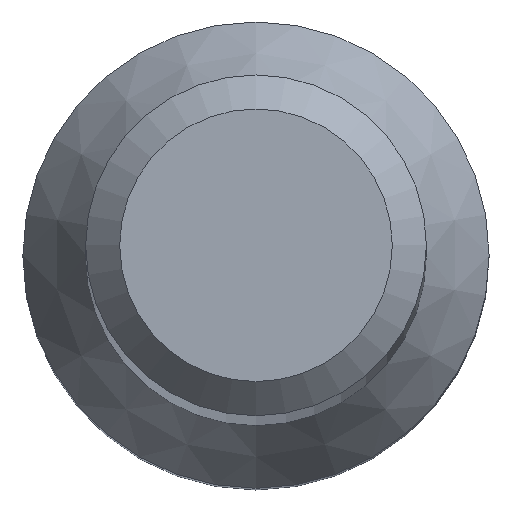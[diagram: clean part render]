
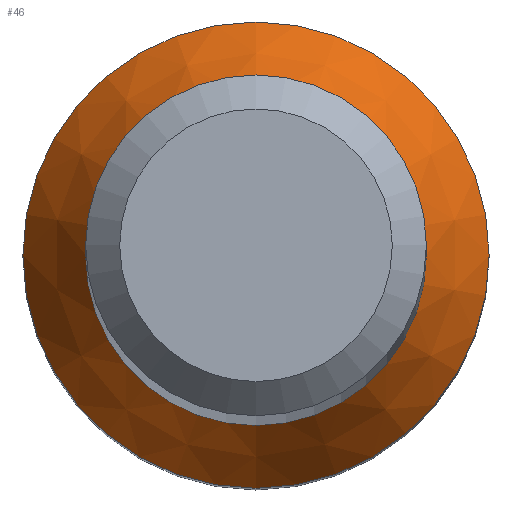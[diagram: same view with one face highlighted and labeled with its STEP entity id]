
A CAD part, top view. The second image highlights one B-rep face of the part: STEP entity #46.
In plain terms, the highlighted conical face has half-angle 30 degrees and reference radius 4.105 mm.
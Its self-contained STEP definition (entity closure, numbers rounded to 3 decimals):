
#14 = CARTESIAN_POINT ( 'NONE',  ( 0., 4.105, 17.81 ) ) ;
#25 = AXIS2_PLACEMENT_3D ( 'NONE', #209, #119, #66 ) ;
#27 = CARTESIAN_POINT ( 'NONE',  ( 0., 0., 17.81 ) ) ;
#40 = EDGE_CURVE ( 'NONE', #105, #105, #205, .T. ) ;
#46 = ADVANCED_FACE ( 'NONE', ( #211, #97 ), #216, .T. ) ;
#66 = DIRECTION ( 'NONE',  ( 0., 1., 0. ) ) ;
#67 = EDGE_LOOP ( 'NONE', ( #158 ) ) ;
#88 = EDGE_LOOP ( 'NONE', ( #99 ) ) ;
#90 = CARTESIAN_POINT ( 'NONE',  ( 0., 3., 19.724 ) ) ;
#97 = FACE_OUTER_BOUND ( 'NONE', #67, .T. ) ;
#98 = AXIS2_PLACEMENT_3D ( 'NONE', #27, #137, #214 ) ;
#99 = ORIENTED_EDGE ( 'NONE', *, *, #40, .T. ) ;
#105 = VERTEX_POINT ( 'NONE', #90 ) ;
#119 = DIRECTION ( 'NONE',  ( 0., 0., -1. ) ) ;
#121 = DIRECTION ( 'NONE',  ( 0., 0., -1. ) ) ;
#125 = EDGE_CURVE ( 'NONE', #147, #147, #199, .T. ) ;
#137 = DIRECTION ( 'NONE',  ( 0., 0., -1. ) ) ;
#139 = DIRECTION ( 'NONE',  ( 0., 1., 0. ) ) ;
#147 = VERTEX_POINT ( 'NONE', #14 ) ;
#158 = ORIENTED_EDGE ( 'NONE', *, *, #125, .F. ) ;
#166 = AXIS2_PLACEMENT_3D ( 'NONE', #232, #121, #139 ) ;
#199 = CIRCLE ( 'NONE', #166, 4.105 ) ;
#205 = CIRCLE ( 'NONE', #25, 3. ) ;
#209 = CARTESIAN_POINT ( 'NONE',  ( 0., 0., 19.724 ) ) ;
#211 = FACE_BOUND ( 'NONE', #88, .T. ) ;
#214 = DIRECTION ( 'NONE',  ( 0., 1., 0. ) ) ;
#216 = CONICAL_SURFACE ( 'NONE', #98, 4.105, 0.524 ) ;
#232 = CARTESIAN_POINT ( 'NONE',  ( 0., 0., 17.81 ) ) ;
